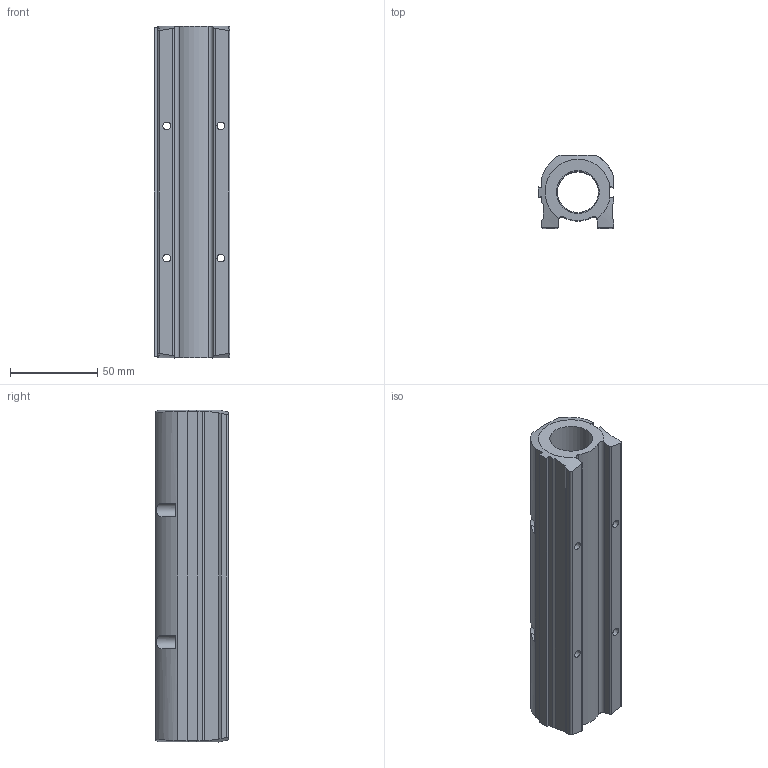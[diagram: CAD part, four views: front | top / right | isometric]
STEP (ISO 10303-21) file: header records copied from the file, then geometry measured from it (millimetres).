
FILE_DESCRIPTION(/* description */ (''),/* implementation_level */ '2;1');
FILE_NAME(/* name */ 'fr_414_es.stp',/* time_stamp */ '2017-09-12T14:01:50+02:00',/* author */ ('Hamoud'),/* organization */ (''),/* preprocessor_version */ 'ST-DEVELOPER v15.6',/* originating_system */ 'Autodesk Inventor LT ',/* authorisation */ '');
FILE_SCHEMA (('AUTOMOTIVE_DESIGN { 1 0 10303 214 3 1 1 }'));
Length unit declared in the file: millimetre
Products named in the file (1): fr_414_es
Bounding box: 43.33 x 41.5 x 190 mm (x, y, z)
Volume: 190121.3 mm3; surface area: 52054.5 mm2
Topology: 1 solids, 1 shells, 67 faces, 177 edges, 118 vertices
Faces by surface type: plane 39, cylinder 24, cone 4
Full cylindrical faces by diameter (mm): 4.5 x4, 11.8 x4, 23.5 x1, 24.5 x2
Entity records: 2347 total; most frequent: CARTESIAN_POINT 780, ORIENTED_EDGE 332, DIRECTION 282, EDGE_CURVE 166, VERTEX_POINT 118, AXIS2_PLACEMENT_3D 112, EDGE_LOOP 102, FACE_OUTER_BOUND 67
